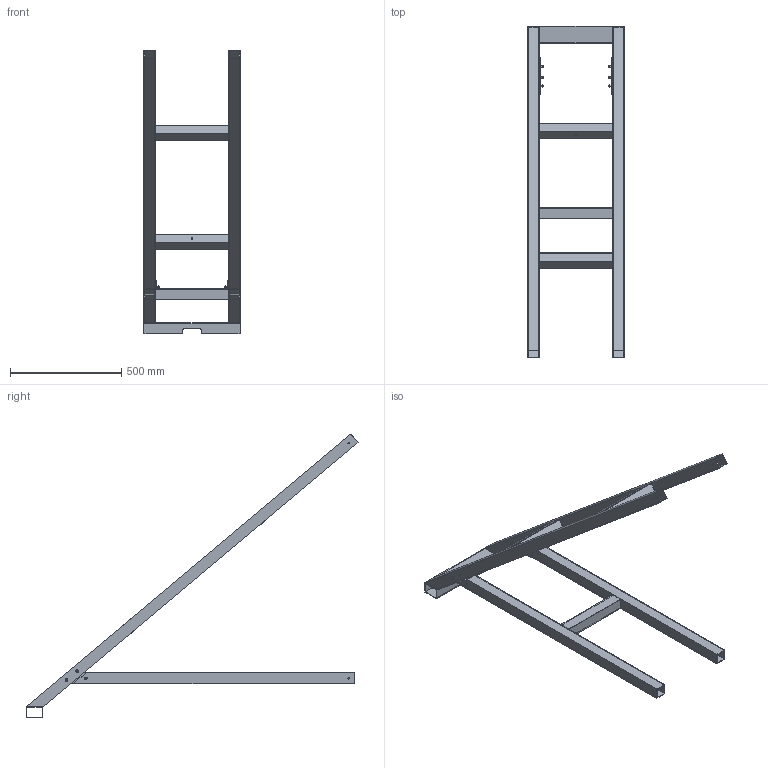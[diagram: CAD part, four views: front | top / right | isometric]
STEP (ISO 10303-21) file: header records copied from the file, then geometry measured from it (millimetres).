
FILE_DESCRIPTION(/* description */ (''),/* implementation_level */ '2;1');
FILE_NAME(/* name */ 'GE-18123.iam.stp',/* time_stamp */ '2018-01-01T11:24:12-08:00',/* author */ ('PhillipD'),/* organization */ (''),/* preprocessor_version */ 'ST-DEVELOPER v16.13',/* originating_system */ 'Autodesk Inventor 2018',/* authorisation */ '');
FILE_SCHEMA (('AUTOMOTIVE_DESIGN { 1 0 10303 214 3 1 1 }'));
Length unit declared in the file: inch
Products named in the file (12): GE-18123; GE-18078; GE-18078-4; GE-18078-3; GE-18078-2; GE-18078-1; GE-18077; GE-18077-1; GE-18077-2; GE-18079; hex_.25_20_2.75_partial_91247A553; nylock_.25_20
Assembly tree (24 placements, depth 3):
  GE-18123
    GE-18078
      GE-18078-4
      GE-18078-3
      GE-18078-2  x2
      GE-18078-1
    GE-18077
      GE-18077-1  x2
      GE-18077-2
    GE-18079  x2
    hex_.25_20_2.75_partial_91247A553  x6
    nylock_.25_20  x6
Bounding box: 439.74 x 1491.97 x 1275.31 mm (x, y, z)
Volume: 4779436.6 mm3; surface area: 3002556.8 mm2
Topology: 28 solids, 28 shells, 446 faces, 1014 edges, 658 vertices
Faces by surface type: plane 276, cylinder 98, cone 54, torus 18
Full cylindrical faces by diameter (mm): 5.232 x6, 6.35 x12, 6.731 x8, 6.756 x20, 6.843 x6
Entity records: 4761 total; most frequent: CARTESIAN_POINT 789, DIRECTION 744, ORIENTED_EDGE 656, EDGE_CURVE 328, AXIS2_PLACEMENT_3D 259, VERTEX_POINT 232, LINE 226, VECTOR 226
